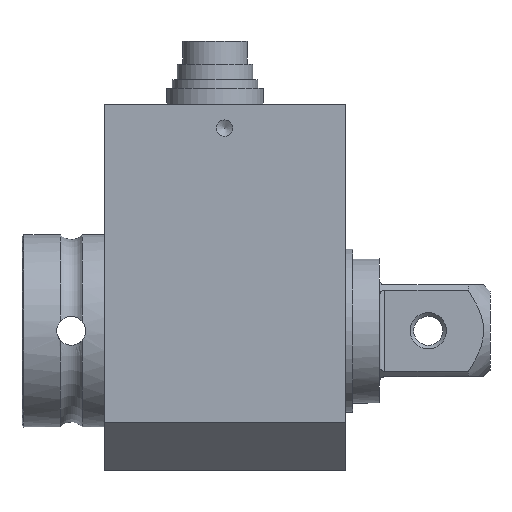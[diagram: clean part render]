
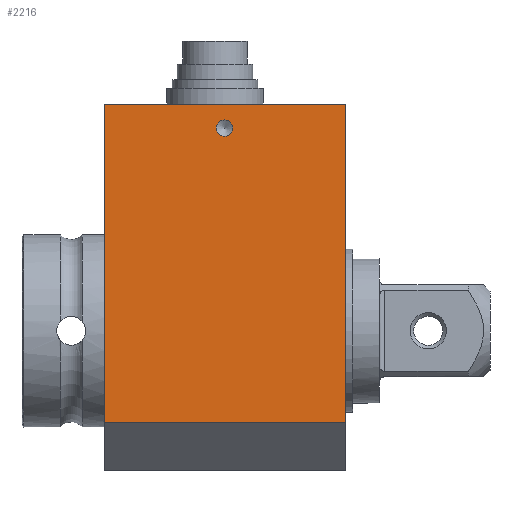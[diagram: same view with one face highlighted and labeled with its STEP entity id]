
A CAD part, front view. The second image highlights one B-rep face of the part: STEP entity #2216.
In plain terms, the highlighted planar face has unit normal (0, -1, 0).
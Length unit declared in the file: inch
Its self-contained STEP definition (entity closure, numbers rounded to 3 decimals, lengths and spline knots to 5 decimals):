
#685=CARTESIAN_POINT('',(0.11925,-0.75,1.72264));
#686=VERTEX_POINT('',#685);
#687=CARTESIAN_POINT('',(0.11925,-0.75,1.65528));
#688=DIRECTION('',(0.0,1.0,0.0));
#689=DIRECTION('',(0.0,0.0,-1.0));
#690=AXIS2_PLACEMENT_3D('',#687,#688,#689);
#691=CIRCLE('',#690,0.06736);
#692=EDGE_CURVE('',#686,#686,#691,.T.);
#2116=CARTESIAN_POINT('',(1.1035,-0.75,1.85213));
#2117=VERTEX_POINT('',#2116);
#2124=CARTESIAN_POINT('',(1.1035,-0.75,-0.7463));
#2125=VERTEX_POINT('',#2124);
#2126=CARTESIAN_POINT('',(1.1035,-0.75,-0.7463));
#2127=DIRECTION('',(0.0,0.0,1.0));
#2128=VECTOR('',#2127,2.59843);
#2129=LINE('',#2126,#2128);
#2130=EDGE_CURVE('',#2125,#2117,#2129,.T.);
#2183=CARTESIAN_POINT('',(-0.865,-0.75,-1.14));
#2184=DIRECTION('',(0.0,-1.0,0.0));
#2185=DIRECTION('',(0.0,0.0,-1.0));
#2186=AXIS2_PLACEMENT_3D('',#2183,#2184,#2185);
#2187=PLANE('',#2186);
#2188=CARTESIAN_POINT('',(-0.865,-0.75,-0.7463));
#2189=VERTEX_POINT('',#2188);
#2190=CARTESIAN_POINT('',(1.1035,-0.75,-0.7463));
#2191=DIRECTION('',(-1.0,0.0,0.0));
#2192=VECTOR('',#2191,1.9685);
#2193=LINE('',#2190,#2192);
#2194=EDGE_CURVE('',#2125,#2189,#2193,.T.);
#2195=ORIENTED_EDGE('',*,*,#2194,.F.);
#2196=ORIENTED_EDGE('',*,*,#2130,.T.);
#2197=CARTESIAN_POINT('',(-0.865,-0.75,1.85213));
#2198=VERTEX_POINT('',#2197);
#2199=CARTESIAN_POINT('',(-0.865,-0.75,1.85213));
#2200=DIRECTION('',(1.0,0.0,0.0));
#2201=VECTOR('',#2200,1.9685);
#2202=LINE('',#2199,#2201);
#2203=EDGE_CURVE('',#2198,#2117,#2202,.T.);
#2204=ORIENTED_EDGE('',*,*,#2203,.F.);
#2205=CARTESIAN_POINT('',(-0.865,-0.75,-0.7463));
#2206=DIRECTION('',(0.0,0.0,1.0));
#2207=VECTOR('',#2206,2.59843);
#2208=LINE('',#2205,#2207);
#2209=EDGE_CURVE('',#2189,#2198,#2208,.T.);
#2210=ORIENTED_EDGE('',*,*,#2209,.F.);
#2211=EDGE_LOOP('',(#2195,#2196,#2204,#2210));
#2212=FACE_OUTER_BOUND('',#2211,.T.);
#2213=ORIENTED_EDGE('',*,*,#692,.T.);
#2214=EDGE_LOOP('',(#2213));
#2215=FACE_BOUND('',#2214,.T.);
#2216=ADVANCED_FACE('',(#2212,#2215),#2187,.T.);
